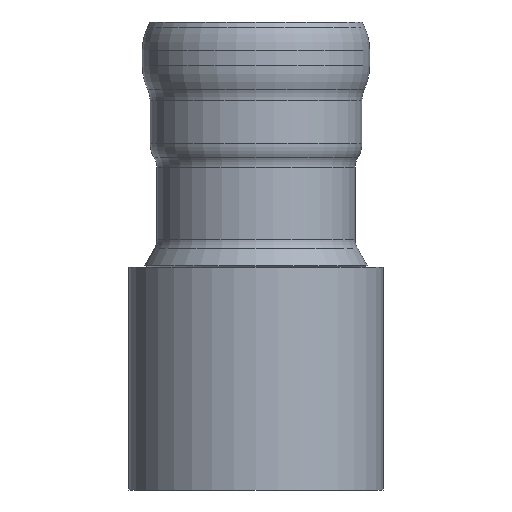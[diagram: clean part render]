
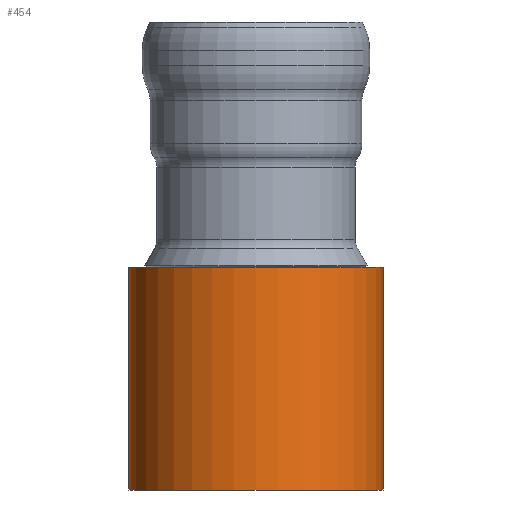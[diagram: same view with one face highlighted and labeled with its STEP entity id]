
A CAD part, front view. The second image highlights one B-rep face of the part: STEP entity #454.
In plain terms, the highlighted cylindrical face has radius 571.5 mm (diameter 1143 mm), a full revolution.
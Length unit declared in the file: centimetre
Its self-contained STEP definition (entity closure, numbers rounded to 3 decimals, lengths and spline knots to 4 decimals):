
#49=FACE_OUTER_BOUND('',#78,.T.);
#78=EDGE_LOOP('',(#308,#309,#310,#311));
#112=LINE('',#768,#125);
#125=VECTOR('',#581,57.15);
#138=CIRCLE('',#488,57.15);
#139=CIRCLE('',#489,57.15);
#194=VERTEX_POINT('',#765);
#195=VERTEX_POINT('',#767);
#239=EDGE_CURVE('',#194,#194,#138,.T.);
#240=EDGE_CURVE('',#194,#195,#112,.T.);
#241=EDGE_CURVE('',#195,#195,#139,.T.);
#308=ORIENTED_EDGE('',*,*,#239,.F.);
#309=ORIENTED_EDGE('',*,*,#240,.T.);
#310=ORIENTED_EDGE('',*,*,#241,.T.);
#311=ORIENTED_EDGE('',*,*,#240,.F.);
#446=CYLINDRICAL_SURFACE('',#487,57.15);
#454=ADVANCED_FACE('',(#49),#446,.T.);
#487=AXIS2_PLACEMENT_3D('',#764,#577,#578);
#488=AXIS2_PLACEMENT_3D('',#766,#579,#580);
#489=AXIS2_PLACEMENT_3D('',#769,#582,#583);
#577=DIRECTION('center_axis',(0.,0.,1.));
#578=DIRECTION('ref_axis',(1.,0.,0.));
#579=DIRECTION('center_axis',(0.,0.,1.));
#580=DIRECTION('ref_axis',(1.,0.,0.));
#581=DIRECTION('',(0.,0.,-1.));
#582=DIRECTION('center_axis',(0.,0.,1.));
#583=DIRECTION('ref_axis',(1.,0.,0.));
#764=CARTESIAN_POINT('Origin',(129.7973,97.1939,-210.0351));
#765=CARTESIAN_POINT('',(72.6473,97.1939,-160.0351));
#766=CARTESIAN_POINT('Origin',(129.7973,97.1939,-160.0351));
#767=CARTESIAN_POINT('',(72.6473,97.1939,-260.0351));
#768=CARTESIAN_POINT('',(72.6473,97.1939,-210.0351));
#769=CARTESIAN_POINT('Origin',(129.7973,97.1939,-260.0351));
